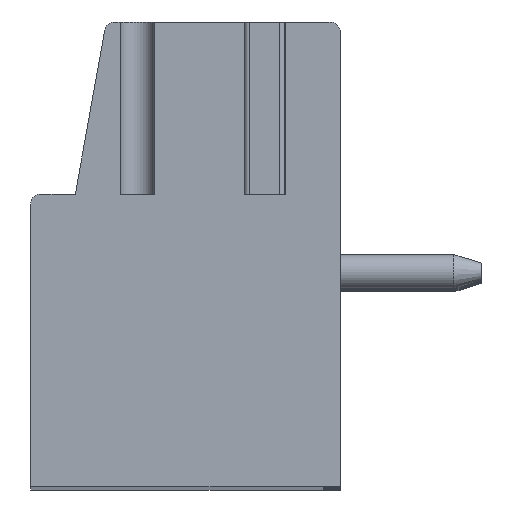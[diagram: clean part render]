
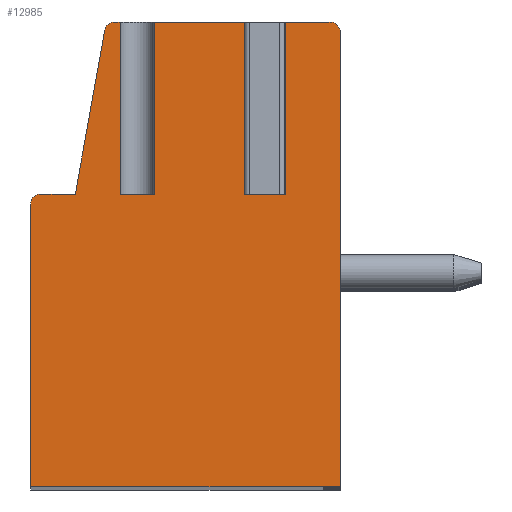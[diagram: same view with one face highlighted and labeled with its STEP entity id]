
A CAD part, top view. The second image highlights one B-rep face of the part: STEP entity #12985.
In plain terms, the highlighted planar face has unit normal (0, 0, 1).
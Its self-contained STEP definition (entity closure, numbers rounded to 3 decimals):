
#52=DIRECTION('',(1.,0.,0.));
#53=VECTOR('',#52,1.);
#54=CARTESIAN_POINT('',(-1.9,3.36,52.5));
#55=LINE('',#54,#53);
#56=DIRECTION('',(0.,1.,0.));
#57=VECTOR('',#56,5.);
#58=CARTESIAN_POINT('',(-0.9,3.36,52.5));
#59=LINE('',#58,#57);
#60=DIRECTION('',(-1.,0.,0.));
#61=VECTOR('',#60,2.8);
#62=CARTESIAN_POINT('',(1.9,8.36,52.5));
#63=LINE('',#62,#61);
#64=DIRECTION('',(0.,1.,0.));
#65=VECTOR('',#64,5.);
#66=CARTESIAN_POINT('',(1.9,3.36,52.5));
#67=LINE('',#66,#65);
#68=DIRECTION('',(1.,0.,0.));
#69=VECTOR('',#68,0.8);
#70=CARTESIAN_POINT('',(1.9,3.36,52.5));
#71=LINE('',#70,#69);
#72=DIRECTION('',(0.,1.,0.));
#73=VECTOR('',#72,5.);
#74=CARTESIAN_POINT('',(2.7,3.36,52.5));
#75=LINE('',#74,#73);
#76=DIRECTION('',(-1.,0.,0.));
#77=VECTOR('',#76,1.5);
#78=CARTESIAN_POINT('',(4.2,8.36,52.5));
#79=LINE('',#78,#77);
#80=CARTESIAN_POINT('',(4.2,8.06,52.5));
#81=DIRECTION('',(0.,0.,1.));
#82=DIRECTION('',(1.,0.,0.));
#83=AXIS2_PLACEMENT_3D('',#80,#81,#82);
#85=DIRECTION('',(0.,1.,0.));
#86=VECTOR('',#85,13.2);
#87=CARTESIAN_POINT('',(4.5,-5.14,52.5));
#88=LINE('',#87,#86);
#89=DIRECTION('',(1.,0.,0.));
#90=VECTOR('',#89,9.);
#91=CARTESIAN_POINT('',(-4.5,-5.14,52.5));
#92=LINE('',#91,#90);
#93=DIRECTION('',(0.,-1.,0.));
#94=VECTOR('',#93,8.2);
#95=CARTESIAN_POINT('',(-4.5,3.06,52.5));
#96=LINE('',#95,#94);
#97=CARTESIAN_POINT('',(-4.2,3.06,52.5));
#98=DIRECTION('',(0.,0.,1.));
#99=DIRECTION('',(0.,1.,0.));
#100=AXIS2_PLACEMENT_3D('',#97,#98,#99);
#102=DIRECTION('',(-1.,0.,0.));
#103=VECTOR('',#102,1.);
#104=CARTESIAN_POINT('',(-3.2,3.36,52.5));
#105=LINE('',#104,#103);
#106=DIRECTION('',(-0.177,-0.984,0.));
#107=VECTOR('',#106,4.829);
#108=CARTESIAN_POINT('',(-2.345,8.113,52.5));
#109=LINE('',#108,#107);
#110=CARTESIAN_POINT('',(-2.05,8.06,52.5));
#111=DIRECTION('',(0.,0.,1.));
#112=DIRECTION('',(0.,1.,0.));
#113=AXIS2_PLACEMENT_3D('',#110,#111,#112);
#115=DIRECTION('',(-1.,0.,0.));
#116=VECTOR('',#115,0.15);
#117=CARTESIAN_POINT('',(-1.9,8.36,52.5));
#118=LINE('',#117,#116);
#119=DIRECTION('',(0.,1.,0.));
#120=VECTOR('',#119,5.);
#121=CARTESIAN_POINT('',(-1.9,3.36,52.5));
#122=LINE('',#121,#120);
#10067=CARTESIAN_POINT('',(4.5,-5.14,52.5));
#10068=CARTESIAN_POINT('',(4.5,8.06,52.5));
#10069=VERTEX_POINT('',#10067);
#10070=VERTEX_POINT('',#10068);
#10071=CARTESIAN_POINT('',(4.2,8.36,52.5));
#10072=VERTEX_POINT('',#10071);
#10073=CARTESIAN_POINT('',(-2.05,8.36,52.5));
#10074=CARTESIAN_POINT('',(-2.345,8.113,52.5));
#10075=VERTEX_POINT('',#10073);
#10076=VERTEX_POINT('',#10074);
#10077=CARTESIAN_POINT('',(-3.2,3.36,52.5));
#10078=VERTEX_POINT('',#10077);
#10079=CARTESIAN_POINT('',(-4.2,3.36,52.5));
#10080=VERTEX_POINT('',#10079);
#10081=CARTESIAN_POINT('',(-4.5,3.06,52.5));
#10082=VERTEX_POINT('',#10081);
#10083=CARTESIAN_POINT('',(-4.5,-5.14,52.5));
#10084=VERTEX_POINT('',#10083);
#10372=CARTESIAN_POINT('',(1.9,3.36,52.5));
#10373=CARTESIAN_POINT('',(2.7,3.36,52.5));
#10374=VERTEX_POINT('',#10372);
#10375=VERTEX_POINT('',#10373);
#10376=CARTESIAN_POINT('',(2.7,8.36,52.5));
#10377=VERTEX_POINT('',#10376);
#10378=CARTESIAN_POINT('',(1.9,8.36,52.5));
#10379=VERTEX_POINT('',#10378);
#10400=CARTESIAN_POINT('',(-1.9,3.36,52.5));
#10401=CARTESIAN_POINT('',(-0.9,3.36,52.5));
#10402=VERTEX_POINT('',#10400);
#10403=VERTEX_POINT('',#10401);
#10404=CARTESIAN_POINT('',(-0.9,8.36,52.5));
#10405=VERTEX_POINT('',#10404);
#10406=CARTESIAN_POINT('',(-1.9,8.36,52.5));
#10407=VERTEX_POINT('',#10406);
#12944=CARTESIAN_POINT('',(0.,0.,52.5));
#12945=DIRECTION('',(0.,0.,1.));
#12946=DIRECTION('',(1.,0.,0.));
#12947=AXIS2_PLACEMENT_3D('',#12944,#12945,#12946);
#12948=PLANE('',#12947);
#12950=ORIENTED_EDGE('',*,*,#12949,.T.);
#12952=ORIENTED_EDGE('',*,*,#12951,.T.);
#12954=ORIENTED_EDGE('',*,*,#12953,.F.);
#12956=ORIENTED_EDGE('',*,*,#12955,.F.);
#12958=ORIENTED_EDGE('',*,*,#12957,.T.);
#12960=ORIENTED_EDGE('',*,*,#12959,.T.);
#12962=ORIENTED_EDGE('',*,*,#12961,.F.);
#12964=ORIENTED_EDGE('',*,*,#12963,.F.);
#12966=ORIENTED_EDGE('',*,*,#12965,.F.);
#12968=ORIENTED_EDGE('',*,*,#12967,.F.);
#12970=ORIENTED_EDGE('',*,*,#12969,.F.);
#12972=ORIENTED_EDGE('',*,*,#12971,.F.);
#12974=ORIENTED_EDGE('',*,*,#12973,.F.);
#12976=ORIENTED_EDGE('',*,*,#12975,.F.);
#12978=ORIENTED_EDGE('',*,*,#12977,.F.);
#12980=ORIENTED_EDGE('',*,*,#12979,.F.);
#12982=ORIENTED_EDGE('',*,*,#12981,.F.);
#12983=EDGE_LOOP('',(#12950,#12952,#12954,#12956,#12958,#12960,#12962,#12964,
#12966,#12968,#12970,#12972,#12974,#12976,#12978,#12980,#12982));
#12984=FACE_OUTER_BOUND('',#12983,.F.);
#84=CIRCLE('',#83,0.3);
#101=CIRCLE('',#100,0.3);
#114=CIRCLE('',#113,0.3);
#12949=EDGE_CURVE('',#10402,#10403,#55,.T.);
#12951=EDGE_CURVE('',#10403,#10405,#59,.T.);
#12953=EDGE_CURVE('',#10379,#10405,#63,.T.);
#12955=EDGE_CURVE('',#10374,#10379,#67,.T.);
#12957=EDGE_CURVE('',#10374,#10375,#71,.T.);
#12959=EDGE_CURVE('',#10375,#10377,#75,.T.);
#12961=EDGE_CURVE('',#10072,#10377,#79,.T.);
#12963=EDGE_CURVE('',#10070,#10072,#84,.T.);
#12965=EDGE_CURVE('',#10069,#10070,#88,.T.);
#12967=EDGE_CURVE('',#10084,#10069,#92,.T.);
#12969=EDGE_CURVE('',#10082,#10084,#96,.T.);
#12971=EDGE_CURVE('',#10080,#10082,#101,.T.);
#12973=EDGE_CURVE('',#10078,#10080,#105,.T.);
#12975=EDGE_CURVE('',#10076,#10078,#109,.T.);
#12977=EDGE_CURVE('',#10075,#10076,#114,.T.);
#12979=EDGE_CURVE('',#10407,#10075,#118,.T.);
#12981=EDGE_CURVE('',#10402,#10407,#122,.T.);
#12985=ADVANCED_FACE('',(#12984),#12948,.T.);
